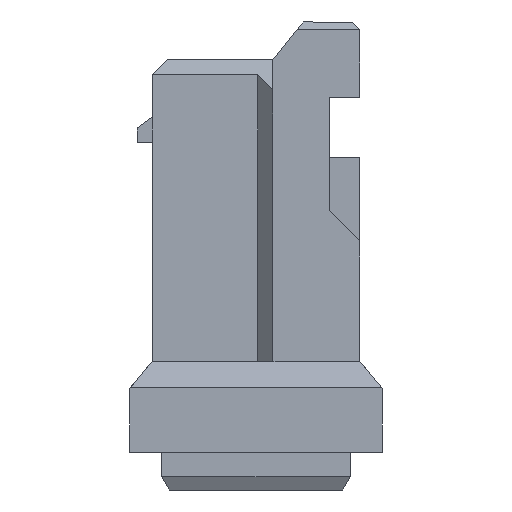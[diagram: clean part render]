
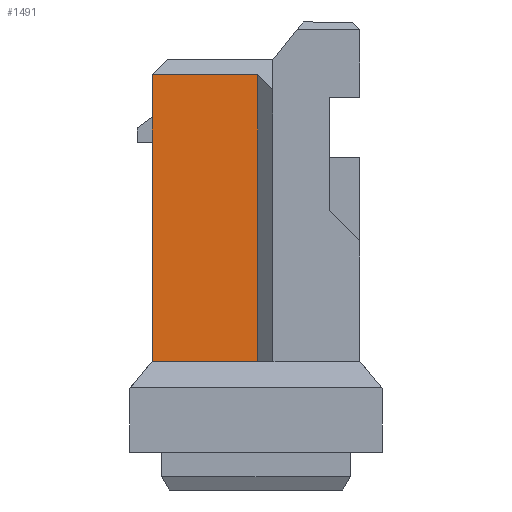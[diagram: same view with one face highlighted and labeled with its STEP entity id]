
A CAD part, left-side view. The second image highlights one B-rep face of the part: STEP entity #1491.
In plain terms, the highlighted planar face has unit normal (-1, 0, 0).
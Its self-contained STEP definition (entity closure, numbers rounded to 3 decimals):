
#317 = DIRECTION ( 'NONE',  ( 0., 1., 0. ) ) ;
#606 = LINE ( 'NONE', #5352, #4401 ) ;
#664 = DIRECTION ( 'NONE',  ( 0., 0., -1. ) ) ;
#1151 = DIRECTION ( 'NONE',  ( 1., 0., 0. ) ) ;
#1276 = VERTEX_POINT ( 'NONE', #3112 ) ;
#1277 = LINE ( 'NONE', #3773, #2242 ) ;
#1491 = ADVANCED_FACE ( 'NONE', ( #6072 ), #4564, .F. ) ;
#1685 = EDGE_CURVE ( 'NONE', #1696, #1276, #1277, .T. ) ;
#1696 = VERTEX_POINT ( 'NONE', #3196 ) ;
#1995 = EDGE_CURVE ( 'NONE', #3345, #1696, #3151, .T. ) ;
#2242 = VECTOR ( 'NONE', #317, 1000. ) ;
#2402 = EDGE_LOOP ( 'NONE', ( #4608, #5581, #3324, #4664 ) ) ;
#2440 = DIRECTION ( 'NONE',  ( 0., 1., 0. ) ) ;
#2443 = AXIS2_PLACEMENT_3D ( 'NONE', #3037, #1151, #664 ) ;
#2533 = EDGE_CURVE ( 'NONE', #5568, #1276, #606, .T. ) ;
#3037 = CARTESIAN_POINT ( 'NONE',  ( -4.65, -0.225, 1.2 ) ) ;
#3112 = CARTESIAN_POINT ( 'NONE',  ( -4.65, 1.375, 5. ) ) ;
#3151 = LINE ( 'NONE', #3634, #5626 ) ;
#3196 = CARTESIAN_POINT ( 'NONE',  ( -4.65, -0.025, 5. ) ) ;
#3324 = ORIENTED_EDGE ( 'NONE', *, *, #1685, .T. ) ;
#3345 = VERTEX_POINT ( 'NONE', #4650 ) ;
#3426 = DIRECTION ( 'NONE',  ( 0., 0., 1. ) ) ;
#3634 = CARTESIAN_POINT ( 'NONE',  ( -4.65, -0.025, 5. ) ) ;
#3773 = CARTESIAN_POINT ( 'NONE',  ( -4.65, -0.225, 5. ) ) ;
#4401 = VECTOR ( 'NONE', #3426, 1000. ) ;
#4456 = LINE ( 'NONE', #5936, #6053 ) ;
#4564 = PLANE ( 'NONE',  #2443 ) ;
#4608 = ORIENTED_EDGE ( 'NONE', *, *, #5733, .F. ) ;
#4650 = CARTESIAN_POINT ( 'NONE',  ( -4.65, -0.025, 1.2 ) ) ;
#4664 = ORIENTED_EDGE ( 'NONE', *, *, #2533, .F. ) ;
#5080 = DIRECTION ( 'NONE',  ( 0., 0., 1. ) ) ;
#5352 = CARTESIAN_POINT ( 'NONE',  ( -4.65, 1.375, 1.2 ) ) ;
#5568 = VERTEX_POINT ( 'NONE', #5760 ) ;
#5581 = ORIENTED_EDGE ( 'NONE', *, *, #1995, .T. ) ;
#5626 = VECTOR ( 'NONE', #5080, 1000. ) ;
#5733 = EDGE_CURVE ( 'NONE', #3345, #5568, #4456, .T. ) ;
#5760 = CARTESIAN_POINT ( 'NONE',  ( -4.65, 1.375, 1.2 ) ) ;
#5936 = CARTESIAN_POINT ( 'NONE',  ( -4.65, -0.225, 1.2 ) ) ;
#6053 = VECTOR ( 'NONE', #2440, 1000. ) ;
#6072 = FACE_OUTER_BOUND ( 'NONE', #2402, .T. ) ;
